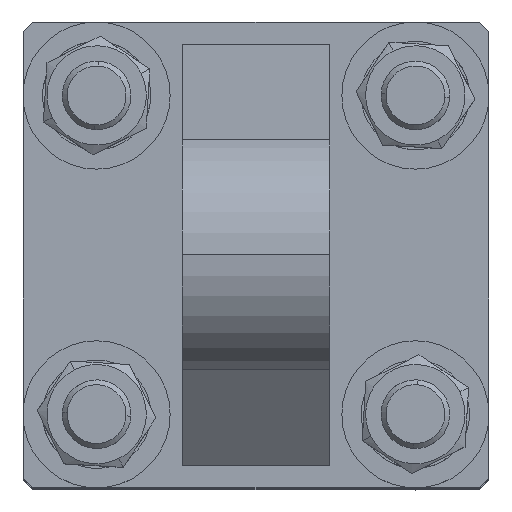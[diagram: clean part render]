
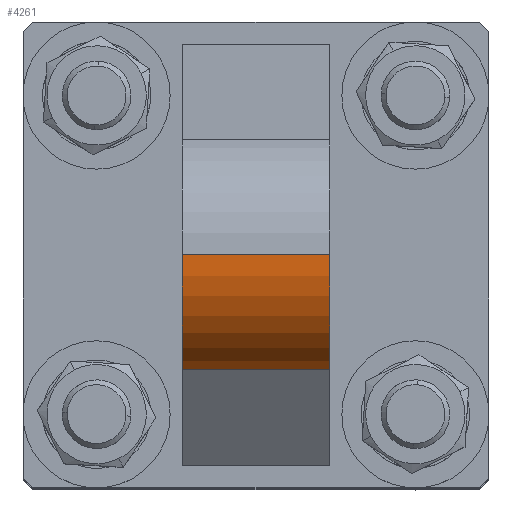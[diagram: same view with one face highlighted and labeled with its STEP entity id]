
A CAD part, top view. The second image highlights one B-rep face of the part: STEP entity #4261.
In plain terms, the highlighted cylindrical face has radius 25 mm (diameter 50 mm), a partial arc.
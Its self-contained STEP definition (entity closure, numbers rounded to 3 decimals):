
#292 = DIRECTION ( 'NONE',  ( 0., 0., 1. ) ) ;
#294 = DIRECTION ( 'NONE',  ( -1., 0., 0. ) ) ;
#296 = CARTESIAN_POINT ( 'NONE',  ( 15., 0., 75. ) ) ;
#787 = FACE_OUTER_BOUND ( 'NONE', #1451, .T. ) ;
#792 = CYLINDRICAL_SURFACE ( 'NONE', #3494, 25. ) ;
#1191 = CIRCLE ( 'NONE', #3696, 25. ) ;
#1192 = LINE ( 'NONE', #8119, #1196 ) ;
#1194 = CIRCLE ( 'NONE', #3698, 25. ) ;
#1196 = VECTOR ( 'NONE', #8117, 1000. ) ;
#1197 = LINE ( 'NONE', #8123, #1199 ) ;
#1199 = VECTOR ( 'NONE', #8118, 1000. ) ;
#1451 = EDGE_LOOP ( 'NONE', ( #7389, #7390, #7391, #7392 ) ) ;
#1889 = VERTEX_POINT ( 'NONE', #4057 ) ;
#1890 = VERTEX_POINT ( 'NONE', #4058 ) ;
#1893 = VERTEX_POINT ( 'NONE', #4065 ) ;
#1917 = VERTEX_POINT ( 'NONE', #3920 ) ;
#3494 = AXIS2_PLACEMENT_3D ( 'NONE', #296, #294, #292 ) ;
#3696 = AXIS2_PLACEMENT_3D ( 'NONE', #8120, #8121, #8122 ) ;
#3698 = AXIS2_PLACEMENT_3D ( 'NONE', #8124, #8125, #8126 ) ;
#3920 = CARTESIAN_POINT ( 'NONE',  ( 15., 0., 100. ) ) ;
#4057 = CARTESIAN_POINT ( 'NONE',  ( -15., -23.492, 83.551 ) ) ;
#4058 = CARTESIAN_POINT ( 'NONE',  ( -15., 0., 100. ) ) ;
#4065 = CARTESIAN_POINT ( 'NONE',  ( 15., -23.492, 83.551 ) ) ;
#4261 = ADVANCED_FACE ( 'NONE', ( #787 ), #792, .T. ) ;
#6285 = EDGE_CURVE ( 'NONE', #1917, #1893, #1191, .T. ) ;
#6287 = EDGE_CURVE ( 'NONE', #1917, #1890, #1192, .T. ) ;
#6289 = EDGE_CURVE ( 'NONE', #1890, #1889, #1194, .T. ) ;
#6292 = EDGE_CURVE ( 'NONE', #1893, #1889, #1197, .T. ) ;
#7389 = ORIENTED_EDGE ( 'NONE', *, *, #6285, .F. ) ;
#7390 = ORIENTED_EDGE ( 'NONE', *, *, #6287, .T. ) ;
#7391 = ORIENTED_EDGE ( 'NONE', *, *, #6289, .T. ) ;
#7392 = ORIENTED_EDGE ( 'NONE', *, *, #6292, .F. ) ;
#8117 = DIRECTION ( 'NONE',  ( -1., 0., 0. ) ) ;
#8118 = DIRECTION ( 'NONE',  ( -1., 0., 0. ) ) ;
#8119 = CARTESIAN_POINT ( 'NONE',  ( 15., 0., 100. ) ) ;
#8120 = CARTESIAN_POINT ( 'NONE',  ( 15., 0., 75. ) ) ;
#8121 = DIRECTION ( 'NONE',  ( 1., 0., 0. ) ) ;
#8122 = DIRECTION ( 'NONE',  ( 0., 0., -1. ) ) ;
#8123 = CARTESIAN_POINT ( 'NONE',  ( 15., -23.492, 83.551 ) ) ;
#8124 = CARTESIAN_POINT ( 'NONE',  ( -15., 0., 75. ) ) ;
#8125 = DIRECTION ( 'NONE',  ( 1., 0., 0. ) ) ;
#8126 = DIRECTION ( 'NONE',  ( 0., 0., -1. ) ) ;
